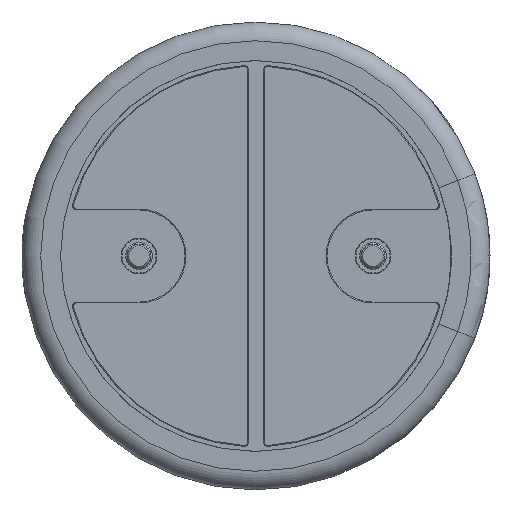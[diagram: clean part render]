
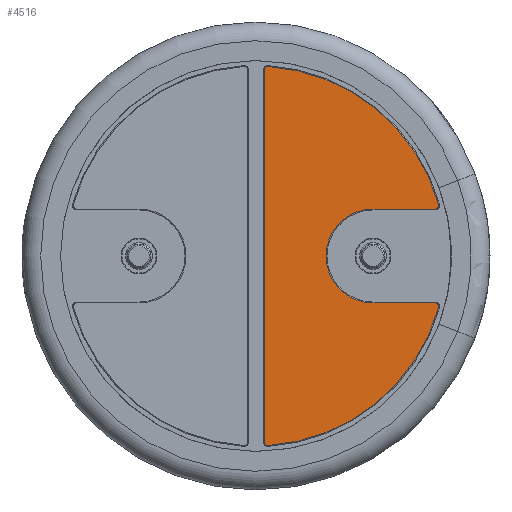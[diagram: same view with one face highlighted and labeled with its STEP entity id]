
A CAD part, front view. The second image highlights one B-rep face of the part: STEP entity #4516.
In plain terms, the highlighted planar face has unit normal (0, -1, 0).
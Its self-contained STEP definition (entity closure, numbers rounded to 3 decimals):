
#20=PLANE('',#4871);
#223=LINE('',#8813,#414);
#225=LINE('',#8837,#416);
#227=LINE('',#8849,#418);
#414=VECTOR('',#5586,10.);
#416=VECTOR('',#5616,10.);
#418=VECTOR('',#5630,10.);
#665=FACE_OUTER_BOUND('',#878,.T.);
#878=EDGE_LOOP('',(#3754,#3755,#3756,#3757,#3758,#3759,#3760,#3761,#3762,
#3763));
#1109=CIRCLE('',#4836,0.082);
#1112=CIRCLE('',#4841,0.082);
#1115=CIRCLE('',#4845,4.057);
#1118=CIRCLE('',#4849,0.082);
#1122=CIRCLE('',#4855,1.001);
#1126=CIRCLE('',#4861,0.082);
#1128=CIRCLE('',#4864,4.057);
#1952=VERTEX_POINT('',#8801);
#1955=VERTEX_POINT('',#8806);
#1957=VERTEX_POINT('',#8811);
#1959=VERTEX_POINT('',#8817);
#1961=VERTEX_POINT('',#8823);
#1963=VERTEX_POINT('',#8829);
#1965=VERTEX_POINT('',#8835);
#1967=VERTEX_POINT('',#8841);
#1969=VERTEX_POINT('',#8847);
#1971=VERTEX_POINT('',#8853);
#2565=EDGE_CURVE('',#1955,#1952,#1109,.T.);
#2567=EDGE_CURVE('',#1957,#1955,#223,.T.);
#2570=EDGE_CURVE('',#1959,#1957,#1112,.T.);
#2573=EDGE_CURVE('',#1961,#1959,#1115,.T.);
#2576=EDGE_CURVE('',#1963,#1961,#1118,.T.);
#2579=EDGE_CURVE('',#1965,#1963,#225,.T.);
#2582=EDGE_CURVE('',#1967,#1965,#1122,.T.);
#2585=EDGE_CURVE('',#1969,#1967,#227,.T.);
#2588=EDGE_CURVE('',#1971,#1969,#1126,.T.);
#2590=EDGE_CURVE('',#1952,#1971,#1128,.T.);
#3754=ORIENTED_EDGE('',*,*,#2565,.F.);
#3755=ORIENTED_EDGE('',*,*,#2567,.F.);
#3756=ORIENTED_EDGE('',*,*,#2570,.F.);
#3757=ORIENTED_EDGE('',*,*,#2573,.F.);
#3758=ORIENTED_EDGE('',*,*,#2576,.F.);
#3759=ORIENTED_EDGE('',*,*,#2579,.F.);
#3760=ORIENTED_EDGE('',*,*,#2582,.F.);
#3761=ORIENTED_EDGE('',*,*,#2585,.F.);
#3762=ORIENTED_EDGE('',*,*,#2588,.F.);
#3763=ORIENTED_EDGE('',*,*,#2590,.F.);
#4516=ADVANCED_FACE('',(#665),#20,.F.);
#4836=AXIS2_PLACEMENT_3D('',#8808,#5580,#5581);
#4841=AXIS2_PLACEMENT_3D('',#8819,#5592,#5593);
#4845=AXIS2_PLACEMENT_3D('',#8825,#5600,#5601);
#4849=AXIS2_PLACEMENT_3D('',#8831,#5608,#5609);
#4855=AXIS2_PLACEMENT_3D('',#8843,#5622,#5623);
#4861=AXIS2_PLACEMENT_3D('',#8855,#5636,#5637);
#4864=AXIS2_PLACEMENT_3D('',#8858,#5642,#5643);
#4871=AXIS2_PLACEMENT_3D('',#8871,#5662,#5663);
#5580=DIRECTION('center_axis',(0.,1.,0.));
#5581=DIRECTION('ref_axis',(-0.684,0.,0.729));
#5586=DIRECTION('',(0.,0.,1.));
#5592=DIRECTION('center_axis',(0.,1.,0.));
#5593=DIRECTION('ref_axis',(-0.684,0.,-0.729));
#5600=DIRECTION('center_axis',(0.,1.,0.));
#5601=DIRECTION('ref_axis',(0.628,0.,-0.778));
#5608=DIRECTION('center_axis',(0.,1.,0.));
#5609=DIRECTION('ref_axis',(0.798,0.,0.603));
#5616=DIRECTION('',(1.,0.,0.));
#5622=DIRECTION('center_axis',(0.,-1.,0.));
#5623=DIRECTION('ref_axis',(-1.,0.,0.));
#5630=DIRECTION('',(-1.,0.,0.));
#5636=DIRECTION('center_axis',(0.,1.,0.));
#5637=DIRECTION('ref_axis',(0.798,0.,-0.603));
#5642=DIRECTION('center_axis',(0.,1.,0.));
#5643=DIRECTION('ref_axis',(0.628,0.,0.778));
#5662=DIRECTION('center_axis',(0.,1.,0.));
#5663=DIRECTION('ref_axis',(0.,0.,1.));
#8801=CARTESIAN_POINT('',(0.26,-0.09,4.049));
#8806=CARTESIAN_POINT('',(0.173,-0.09,3.967));
#8808=CARTESIAN_POINT('Origin',(0.255,-0.09,3.967));
#8811=CARTESIAN_POINT('',(0.173,-0.09,-3.967));
#8813=CARTESIAN_POINT('',(0.173,-0.09,1.983));
#8817=CARTESIAN_POINT('',(0.26,-0.09,-4.049));
#8819=CARTESIAN_POINT('Origin',(0.255,-0.09,-3.967));
#8823=CARTESIAN_POINT('',(3.903,-0.09,-1.106));
#8825=CARTESIAN_POINT('Origin',(0.,-0.09,0.));
#8829=CARTESIAN_POINT('',(3.825,-0.09,-1.001));
#8831=CARTESIAN_POINT('Origin',(3.825,-0.09,-1.083));
#8835=CARTESIAN_POINT('',(2.5,-0.09,-1.001));
#8837=CARTESIAN_POINT('',(2.932,-0.09,-1.001));
#8841=CARTESIAN_POINT('',(2.5,-0.09,1.001));
#8843=CARTESIAN_POINT('Origin',(2.5,-0.09,0.));
#8847=CARTESIAN_POINT('',(3.825,-0.09,1.001));
#8849=CARTESIAN_POINT('',(2.27,-0.09,1.001));
#8853=CARTESIAN_POINT('',(3.903,-0.09,1.106));
#8855=CARTESIAN_POINT('Origin',(3.825,-0.09,1.083));
#8858=CARTESIAN_POINT('Origin',(0.,-0.09,0.));
#8871=CARTESIAN_POINT('Origin',(2.04,-0.09,0.));
